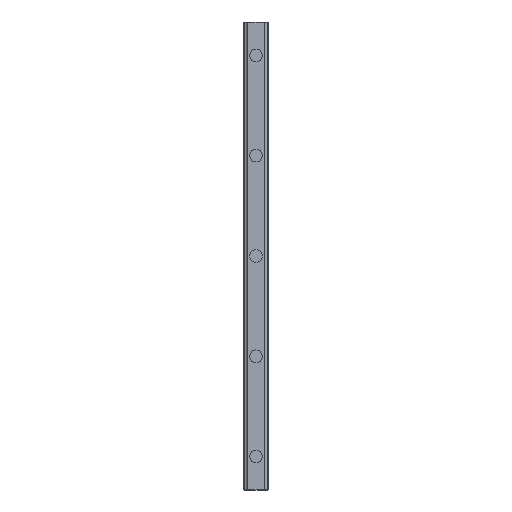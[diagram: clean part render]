
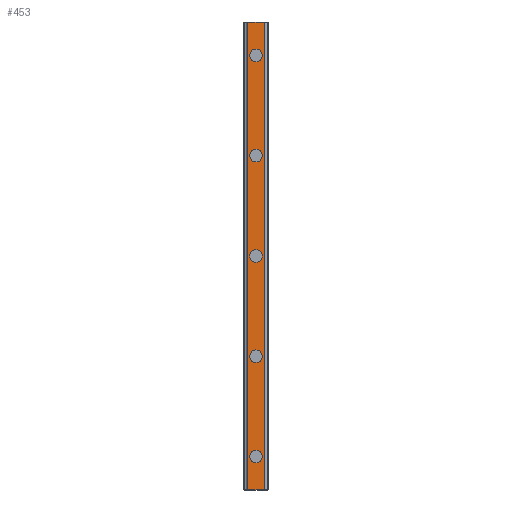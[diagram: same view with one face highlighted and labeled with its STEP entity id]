
A CAD part, top view. The second image highlights one B-rep face of the part: STEP entity #453.
In plain terms, the highlighted planar face has unit normal (0, 0, 1).
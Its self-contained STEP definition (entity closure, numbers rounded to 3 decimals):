
#453=ADVANCED_FACE('',(#934,#935,#936,#937,#938,#939),#940,.T.);
#934=FACE_BOUND('',#1441,.T.);
#935=FACE_BOUND('',#1442,.T.);
#936=FACE_BOUND('',#1443,.T.);
#937=FACE_BOUND('',#1444,.T.);
#938=FACE_BOUND('',#1445,.T.);
#939=FACE_OUTER_BOUND('',#1446,.T.);
#940=PLANE('',#1447);
#1441=EDGE_LOOP('',(#2777,#2778));
#1442=EDGE_LOOP('',(#2779,#2780));
#1443=EDGE_LOOP('',(#2781,#2782));
#1444=EDGE_LOOP('',(#2783,#2784));
#1445=EDGE_LOOP('',(#2785,#2786));
#1446=EDGE_LOOP('',(#2787,#2788,#2789,#2790));
#1447=AXIS2_PLACEMENT_3D('',#2791,#2792,#2793);
#2777=ORIENTED_EDGE('',*,*,#3052,.T.);
#2778=ORIENTED_EDGE('',*,*,#3453,.T.);
#2779=ORIENTED_EDGE('',*,*,#3042,.T.);
#2780=ORIENTED_EDGE('',*,*,#3459,.T.);
#2781=ORIENTED_EDGE('',*,*,#3032,.T.);
#2782=ORIENTED_EDGE('',*,*,#3465,.T.);
#2783=ORIENTED_EDGE('',*,*,#3022,.T.);
#2784=ORIENTED_EDGE('',*,*,#3471,.T.);
#2785=ORIENTED_EDGE('',*,*,#3012,.T.);
#2786=ORIENTED_EDGE('',*,*,#3477,.T.);
#2787=ORIENTED_EDGE('',*,*,#3428,.T.);
#2788=ORIENTED_EDGE('',*,*,#3532,.F.);
#2789=ORIENTED_EDGE('',*,*,#3290,.T.);
#2790=ORIENTED_EDGE('',*,*,#3530,.T.);
#2791=CARTESIAN_POINT('',(0.,280.0,15.));
#2792=DIRECTION('',(0.0,0.0,1.0));
#2793=DIRECTION('',(-1.0,0.0,0.0));
#3012=EDGE_CURVE('',#3596,#3593,#3597,.T.);
#3022=EDGE_CURVE('',#3614,#3611,#3615,.T.);
#3032=EDGE_CURVE('',#3632,#3629,#3633,.T.);
#3042=EDGE_CURVE('',#3650,#3647,#3651,.T.);
#3052=EDGE_CURVE('',#3668,#3665,#3669,.T.);
#3290=EDGE_CURVE('',#4030,#4028,#4031,.T.);
#3428=EDGE_CURVE('',#4261,#4259,#4262,.T.);
#3453=EDGE_CURVE('',#3665,#3668,#4309,.T.);
#3459=EDGE_CURVE('',#3647,#3650,#4315,.T.);
#3465=EDGE_CURVE('',#3629,#3632,#4321,.T.);
#3471=EDGE_CURVE('',#3611,#3614,#4327,.T.);
#3477=EDGE_CURVE('',#3593,#3596,#4333,.T.);
#3530=EDGE_CURVE('',#4028,#4261,#4386,.T.);
#3532=EDGE_CURVE('',#4030,#4259,#4388,.T.);
#3593=VERTEX_POINT('',#4451);
#3596=VERTEX_POINT('',#4455);
#3597=CIRCLE('',#4456,3.75);
#3611=VERTEX_POINT('',#4473);
#3614=VERTEX_POINT('',#4477);
#3615=CIRCLE('',#4478,3.75);
#3629=VERTEX_POINT('',#4495);
#3632=VERTEX_POINT('',#4499);
#3633=CIRCLE('',#4500,3.75);
#3647=VERTEX_POINT('',#4517);
#3650=VERTEX_POINT('',#4521);
#3651=CIRCLE('',#4522,3.75);
#3665=VERTEX_POINT('',#4539);
#3668=VERTEX_POINT('',#4543);
#3669=CIRCLE('',#4544,3.75);
#4028=VERTEX_POINT('',#5039);
#4030=VERTEX_POINT('',#5042);
#4031=LINE('',#5043,#5044);
#4259=VERTEX_POINT('',#5358);
#4261=VERTEX_POINT('',#5361);
#4262=LINE('',#5362,#5363);
#4309=CIRCLE('',#5420,3.75);
#4315=CIRCLE('',#5426,3.75);
#4321=CIRCLE('',#5432,3.75);
#4327=CIRCLE('',#5438,3.75);
#4333=CIRCLE('',#5444,3.75);
#4386=LINE('',#5521,#5522);
#4388=LINE('',#5524,#5525);
#4451=CARTESIAN_POINT('',(3.75,20.0,15.));
#4455=CARTESIAN_POINT('',(-3.75,20.0,15.));
#4456=AXIS2_PLACEMENT_3D('',#5609,#5610,#5611);
#4473=CARTESIAN_POINT('',(3.75,80.0,15.));
#4477=CARTESIAN_POINT('',(-3.75,80.0,15.));
#4478=AXIS2_PLACEMENT_3D('',#5625,#5626,#5627);
#4495=CARTESIAN_POINT('',(3.75,140.0,15.));
#4499=CARTESIAN_POINT('',(-3.75,140.0,15.));
#4500=AXIS2_PLACEMENT_3D('',#5641,#5642,#5643);
#4517=CARTESIAN_POINT('',(3.75,200.0,15.));
#4521=CARTESIAN_POINT('',(-3.75,200.0,15.));
#4522=AXIS2_PLACEMENT_3D('',#5657,#5658,#5659);
#4539=CARTESIAN_POINT('',(3.75,260.0,15.));
#4543=CARTESIAN_POINT('',(-3.75,260.0,15.));
#4544=AXIS2_PLACEMENT_3D('',#5673,#5674,#5675);
#5039=CARTESIAN_POINT('',(-5.049,280.0,15.));
#5042=CARTESIAN_POINT('',(5.049,280.0,15.));
#5043=CARTESIAN_POINT('',(5.049,280.0,15.));
#5044=VECTOR('',#5930,1.0);
#5358=CARTESIAN_POINT('',(5.049,0.0,15.));
#5361=CARTESIAN_POINT('',(-5.049,0.0,15.));
#5362=CARTESIAN_POINT('',(5.049,0.0,15.));
#5363=VECTOR('',#6096,1.0);
#5420=AXIS2_PLACEMENT_3D('',#6146,#6147,#6148);
#5426=AXIS2_PLACEMENT_3D('',#6155,#6156,#6157);
#5432=AXIS2_PLACEMENT_3D('',#6164,#6165,#6166);
#5438=AXIS2_PLACEMENT_3D('',#6173,#6174,#6175);
#5444=AXIS2_PLACEMENT_3D('',#6182,#6183,#6184);
#5521=CARTESIAN_POINT('',(-5.049,280.0,15.));
#5522=VECTOR('',#6215,1.0);
#5524=CARTESIAN_POINT('',(5.049,280.0,15.));
#5525=VECTOR('',#6216,1.0);
#5609=CARTESIAN_POINT('',(0.0,20.0,15.));
#5610=DIRECTION('',(0.0,0.0,-1.0));
#5611=DIRECTION('',(1.0,0.0,0.0));
#5625=CARTESIAN_POINT('',(0.0,80.0,15.));
#5626=DIRECTION('',(0.0,0.0,-1.0));
#5627=DIRECTION('',(1.0,0.0,0.0));
#5641=CARTESIAN_POINT('',(0.0,140.0,15.));
#5642=DIRECTION('',(0.0,0.0,-1.0));
#5643=DIRECTION('',(1.0,0.0,0.0));
#5657=CARTESIAN_POINT('',(0.0,200.0,15.));
#5658=DIRECTION('',(0.0,0.0,-1.0));
#5659=DIRECTION('',(1.0,0.0,0.0));
#5673=CARTESIAN_POINT('',(0.0,260.0,15.));
#5674=DIRECTION('',(0.0,0.0,-1.0));
#5675=DIRECTION('',(1.0,0.0,0.0));
#5930=DIRECTION('',(-1.0,0.0,0.0));
#6096=DIRECTION('',(1.0,0.0,0.0));
#6146=CARTESIAN_POINT('',(0.0,260.0,15.));
#6147=DIRECTION('',(0.0,0.0,-1.0));
#6148=DIRECTION('',(1.0,0.0,0.0));
#6155=CARTESIAN_POINT('',(0.0,200.0,15.));
#6156=DIRECTION('',(0.0,0.0,-1.0));
#6157=DIRECTION('',(1.0,0.0,0.0));
#6164=CARTESIAN_POINT('',(0.0,140.0,15.));
#6165=DIRECTION('',(0.0,0.0,-1.0));
#6166=DIRECTION('',(1.0,0.0,0.0));
#6173=CARTESIAN_POINT('',(0.0,80.0,15.));
#6174=DIRECTION('',(0.0,0.0,-1.0));
#6175=DIRECTION('',(1.0,0.0,0.0));
#6182=CARTESIAN_POINT('',(0.0,20.0,15.));
#6183=DIRECTION('',(0.0,0.0,-1.0));
#6184=DIRECTION('',(1.0,0.0,0.0));
#6215=DIRECTION('',(0.0,-1.0,0.0));
#6216=DIRECTION('',(0.0,-1.0,0.0));
